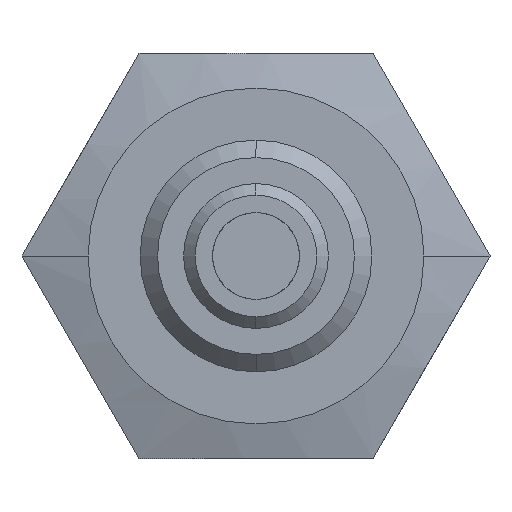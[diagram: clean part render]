
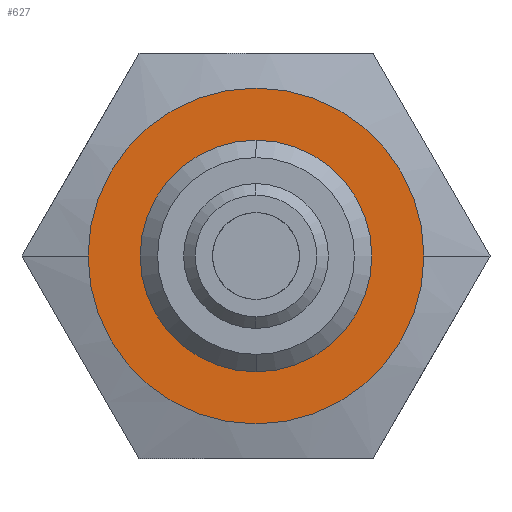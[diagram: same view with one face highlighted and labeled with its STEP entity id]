
A CAD part, left-side view. The second image highlights one B-rep face of the part: STEP entity #627.
In plain terms, the highlighted planar face has unit normal (-1, 0, 0).
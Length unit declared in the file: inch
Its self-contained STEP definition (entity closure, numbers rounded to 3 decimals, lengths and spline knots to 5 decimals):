
#11 = AXIS2_PLACEMENT_3D ( 'NONE', #890, #888, #884 ) ;
#38 = CARTESIAN_POINT ( 'NONE',  ( 0.27559, -0.11417, 0. ) ) ;
#77 = DIRECTION ( 'NONE',  ( 0., 1., 0. ) ) ;
#78 = DIRECTION ( 'NONE',  ( 1., 0., 0. ) ) ;
#83 = CARTESIAN_POINT ( 'NONE',  ( 0.27559, 0., 0. ) ) ;
#91 = FACE_BOUND ( 'NONE', #297, .T. ) ;
#160 = FACE_OUTER_BOUND ( 'NONE', #473, .T. ) ;
#287 = ORIENTED_EDGE ( 'NONE', *, *, #1496, .F. ) ;
#297 = EDGE_LOOP ( 'NONE', ( #287, #1563 ) ) ;
#338 = AXIS2_PLACEMENT_3D ( 'NONE', #83, #78, #77 ) ;
#365 = AXIS2_PLACEMENT_3D ( 'NONE', #373, #368, #366 ) ;
#366 = DIRECTION ( 'NONE',  ( 0., 1., 0. ) ) ;
#368 = DIRECTION ( 'NONE',  ( -1., 0., 0. ) ) ;
#373 = CARTESIAN_POINT ( 'NONE',  ( 0.27559, 0., 0. ) ) ;
#393 = DIRECTION ( 'NONE',  ( 0., 1., 0. ) ) ;
#396 = DIRECTION ( 'NONE',  ( 1., 0., 0. ) ) ;
#405 = CARTESIAN_POINT ( 'NONE',  ( 0.27559, 0., 0. ) ) ;
#442 = ORIENTED_EDGE ( 'NONE', *, *, #1556, .F. ) ;
#473 = EDGE_LOOP ( 'NONE', ( #491, #442 ) ) ;
#491 = ORIENTED_EDGE ( 'NONE', *, *, #1293, .F. ) ;
#557 = AXIS2_PLACEMENT_3D ( 'NONE', #405, #396, #393 ) ;
#627 = ADVANCED_FACE ( 'NONE', ( #91, #160 ), #1248, .F. ) ;
#771 = AXIS2_PLACEMENT_3D ( 'NONE', #1279, #1244, #1243 ) ;
#777 = CIRCLE ( 'NONE', #11, 0.07874 ) ;
#884 = DIRECTION ( 'NONE',  ( 0., 1., 0. ) ) ;
#888 = DIRECTION ( 'NONE',  ( -1., 0., 0. ) ) ;
#890 = CARTESIAN_POINT ( 'NONE',  ( 0.27559, 0., 0. ) ) ;
#909 = VERTEX_POINT ( 'NONE', #1072 ) ;
#1011 = CARTESIAN_POINT ( 'NONE',  ( 0.27559, 0., 0.07874 ) ) ;
#1072 = CARTESIAN_POINT ( 'NONE',  ( 0.27559, 0.11417, 0. ) ) ;
#1183 = CIRCLE ( 'NONE', #365, 0.07874 ) ;
#1185 = EDGE_CURVE ( 'NONE', #1691, #1694, #777, .T. ) ;
#1187 = CIRCLE ( 'NONE', #338, 0.11417 ) ;
#1243 = DIRECTION ( 'NONE',  ( 0., 1., 0. ) ) ;
#1244 = DIRECTION ( 'NONE',  ( 1., 0., 0. ) ) ;
#1248 = PLANE ( 'NONE',  #771 ) ;
#1279 = CARTESIAN_POINT ( 'NONE',  ( 0.27559, 0.07956, 0.1378 ) ) ;
#1293 = EDGE_CURVE ( 'NONE', #909, #1601, #1672, .T. ) ;
#1327 = CARTESIAN_POINT ( 'NONE',  ( 0.27559, 0., -0.07874 ) ) ;
#1496 = EDGE_CURVE ( 'NONE', #1694, #1691, #1183, .T. ) ;
#1556 = EDGE_CURVE ( 'NONE', #1601, #909, #1187, .T. ) ;
#1563 = ORIENTED_EDGE ( 'NONE', *, *, #1185, .F. ) ;
#1601 = VERTEX_POINT ( 'NONE', #38 ) ;
#1672 = CIRCLE ( 'NONE', #557, 0.11417 ) ;
#1691 = VERTEX_POINT ( 'NONE', #1327 ) ;
#1694 = VERTEX_POINT ( 'NONE', #1011 ) ;
